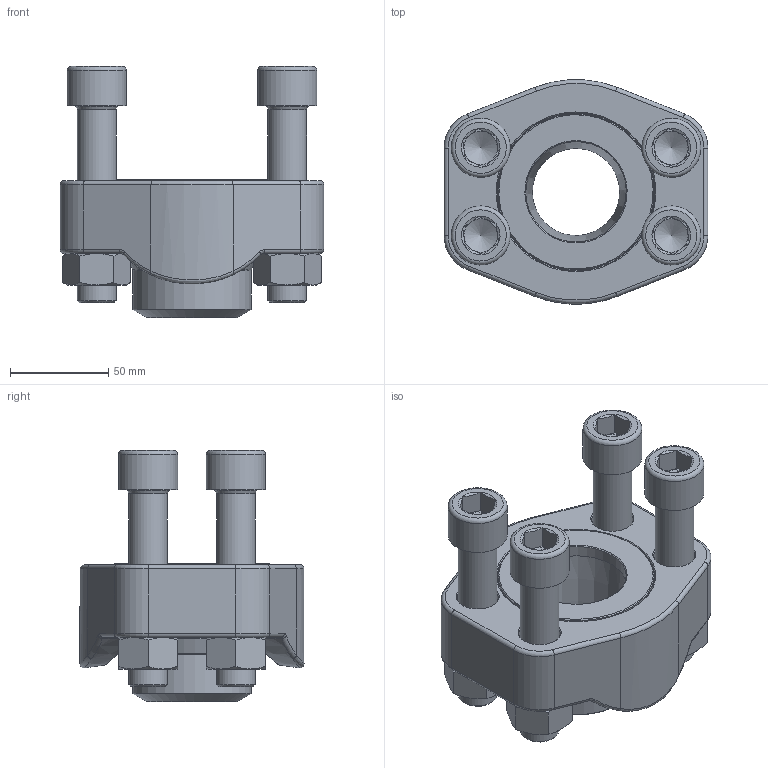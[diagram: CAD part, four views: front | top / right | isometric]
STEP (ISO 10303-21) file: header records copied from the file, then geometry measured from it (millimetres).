
FILE_DESCRIPTION(/* description */ (''),/* implementation_level */ '2;1');
FILE_NAME(/* name */ 'AFG51-625.stp',/* time_stamp */ '2025-01-14T15:15:28+01:00',/* author */ (''),/* organization */ (''),/* preprocessor_version */ 'ST-DEVELOPER v16',/* originating_system */ 'SIEMENS PLM Software NX 10.0',/* authorisation */ '');
FILE_SCHEMA (('AUTOMOTIVE_DESIGN { 1 0 10303 214 3 1 1 1 }'));
Length unit declared in the file: millimetre
Products named in the file (5): X-AFK51-6; X-AFV51-6; X-FM20; X-M20x100I; AFG51-6
Assembly tree (10 placements, depth 2):
  AFG51-6
    X-M20x100I  x4
    X-FM20  x4
    X-AFV51-6
    X-AFK51-6
Bounding box: 134 x 113.89 x 127.5 mm (x, y, z)
Volume: 606726.9 mm3; surface area: 133767.2 mm2
Topology: 10 solids, 10 shells, 307 faces, 643 edges, 362 vertices
Faces by surface type: cone 112, plane 104, cylinder 41, torus 36, bspline 12, sphere 2
Full cylindrical faces by diameter (mm): 18.344 x4, 19.623 x4, 21 x4, 30 x4, 44.3 x1, 51 x1, 60.3 x1, 66.3 x1, 67.55 x1, 79.4 x1, 80.15 x1
Entity records: 4460 total; most frequent: CARTESIAN_POINT 1281, DIRECTION 678, ORIENTED_EDGE 546, AXIS2_PLACEMENT_3D 309, EDGE_CURVE 273, EDGE_LOOP 212, VERTEX_POINT 178, CIRCLE 159
